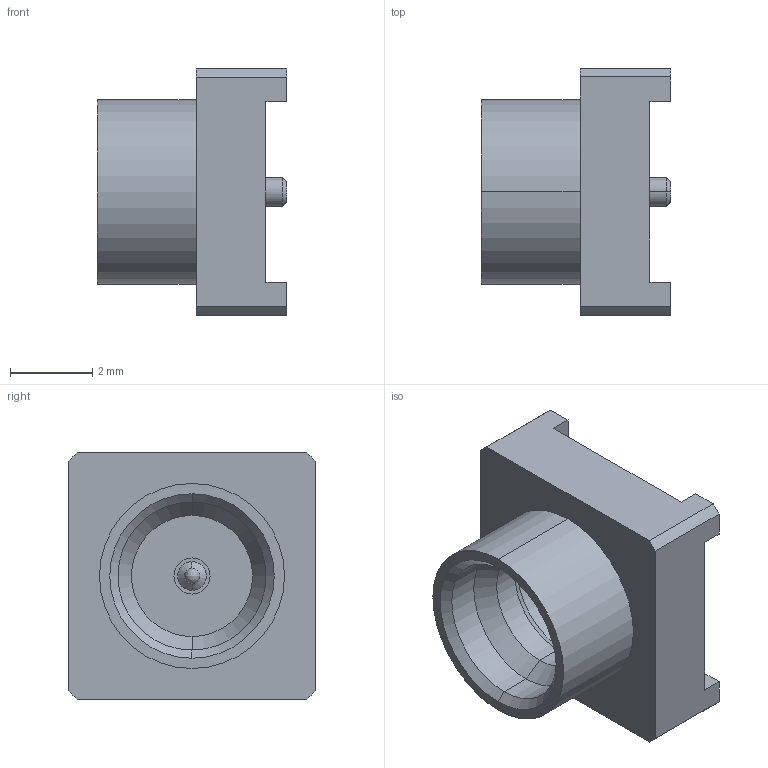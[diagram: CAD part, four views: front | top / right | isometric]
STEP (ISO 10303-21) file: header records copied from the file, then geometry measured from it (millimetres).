
FILE_DESCRIPTION (( 'STEP AP214' ), '1' );
FILE_NAME ('FMCN5238_3D.step', '2024-07-31T17:08:24', ( '' ), ( '' ), 'SwSTEP 2.0', 'SolidWorks 2022', '' );
FILE_SCHEMA (( 'AUTOMOTIVE_DESIGN' ));
Length unit declared in the file: inch
Products named in the file (4): Copy of 2_1^FMCN5238; FMCN5238_3D; Copy of 1_1^FMCN5238; Copy of 3_1^FMCN5238
Assembly tree (3 placements, depth 2):
  FMCN5238_3D
    Copy of 1_1^FMCN5238
    Copy of 2_1^FMCN5238
    Copy of 3_1^FMCN5238
Bounding box: 4.6 x 6 x 6 mm (x, y, z)
Volume: 76.8 mm3; surface area: 208.1 mm2
Topology: 3 solids, 3 shells, 69 faces, 158 edges, 98 vertices
Faces by surface type: cylinder 28, plane 26, cone 14, bspline 1
Entity records: 3022 total; most frequent: DIRECTION 370, CARTESIAN_POINT 344, ORIENTED_EDGE 312, EDGE_CURVE 156, AXIS2_PLACEMENT_3D 140, VERTEX_POINT 98, LINE 90, VECTOR 90
